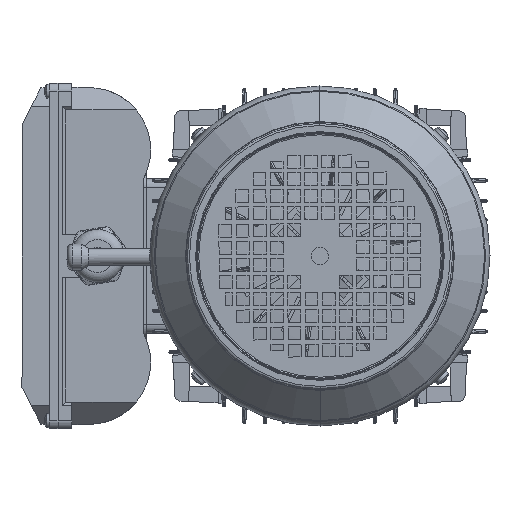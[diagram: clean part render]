
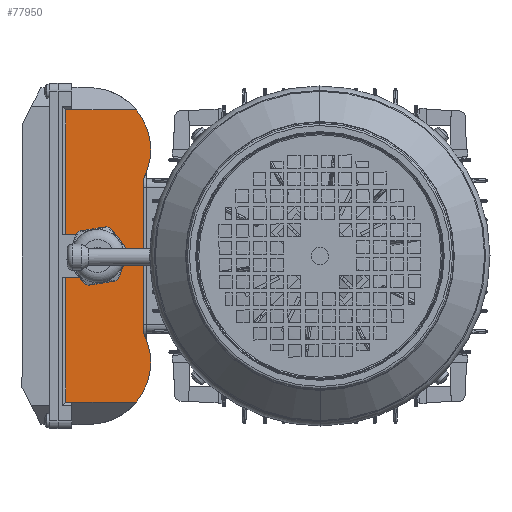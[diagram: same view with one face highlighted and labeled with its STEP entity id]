
A CAD part, left-side view. The second image highlights one B-rep face of the part: STEP entity #77950.
In plain terms, the highlighted face is planar.
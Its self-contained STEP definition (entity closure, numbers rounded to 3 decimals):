
#978 = LINE ( 'NONE', #134218, #4546 ) ;
#1412 = ORIENTED_EDGE ( 'NONE', *, *, #65870, .F. ) ;
#1649 = VECTOR ( 'NONE', #116577, 1000. ) ;
#2075 = DIRECTION ( 'NONE',  ( 0., 0., 1. ) ) ;
#2169 = CARTESIAN_POINT ( 'NONE',  ( -12.5, 1.75, -68. ) ) ;
#2206 = DIRECTION ( 'NONE',  ( 0., -1., 0. ) ) ;
#2372 = VECTOR ( 'NONE', #142919, 1000. ) ;
#2531 = VERTEX_POINT ( 'NONE', #113255 ) ;
#4358 = DIRECTION ( 'NONE',  ( 0., 0., -1. ) ) ;
#4546 = VECTOR ( 'NONE', #119048, 1000. ) ;
#9468 = VECTOR ( 'NONE', #135428, 1000. ) ;
#9727 = CARTESIAN_POINT ( 'NONE',  ( 12.5, 1.75, -68. ) ) ;
#10097 = CARTESIAN_POINT ( 'NONE',  ( -85.065, -29.25, -68. ) ) ;
#10406 = CARTESIAN_POINT ( 'NONE',  ( -12.5, 1.75, -68. ) ) ;
#10520 = ORIENTED_EDGE ( 'NONE', *, *, #33619, .T. ) ;
#10729 = CARTESIAN_POINT ( 'NONE',  ( 85.065, 20.25, -68. ) ) ;
#11492 = ORIENTED_EDGE ( 'NONE', *, *, #37162, .F. ) ;
#12612 = VERTEX_POINT ( 'NONE', #40382 ) ;
#13538 = DIRECTION ( 'NONE',  ( 0., 0., 1. ) ) ;
#14298 = DIRECTION ( 'NONE',  ( 1., 0., 0. ) ) ;
#14323 = ORIENTED_EDGE ( 'NONE', *, *, #90340, .F. ) ;
#15070 = EDGE_CURVE ( 'NONE', #12612, #42848, #25294, .T. ) ;
#15660 = EDGE_LOOP ( 'NONE', ( #107311, #77053, #104596, #14323, #10520, #67773, #93451, #1412, #64559, #11492, #121701, #87068 ) ) ;
#17288 = CARTESIAN_POINT ( 'NONE',  ( -119.5, -29.25, -68. ) ) ;
#17375 = LINE ( 'NONE', #2169, #9468 ) ;
#17410 = CARTESIAN_POINT ( 'NONE',  ( 85.065, -29.25, -68. ) ) ;
#18004 = VERTEX_POINT ( 'NONE', #126037 ) ;
#20644 = VECTOR ( 'NONE', #2206, 1000. ) ;
#24045 = EDGE_CURVE ( 'NONE', #31426, #47981, #141973, .T. ) ;
#24928 = LINE ( 'NONE', #9727, #2372 ) ;
#25294 = LINE ( 'NONE', #10097, #96664 ) ;
#27172 = EDGE_CURVE ( 'NONE', #42848, #51779, #978, .T. ) ;
#28768 = CARTESIAN_POINT ( 'NONE',  ( -62., 6.75, -68. ) ) ;
#29525 = CARTESIAN_POINT ( 'NONE',  ( -44.572, -24.75, -68. ) ) ;
#31426 = VERTEX_POINT ( 'NONE', #32507 ) ;
#32507 = CARTESIAN_POINT ( 'NONE',  ( 85.065, -20.891, -68. ) ) ;
#32527 = PLANE ( 'NONE',  #82266 ) ;
#32656 = LINE ( 'NONE', #17410, #20644 ) ;
#33619 = EDGE_CURVE ( 'NONE', #18004, #81435, #146940, .T. ) ;
#37162 = EDGE_CURVE ( 'NONE', #2531, #94713, #99011, .T. ) ;
#40382 = CARTESIAN_POINT ( 'NONE',  ( -85.065, 16.75, -68. ) ) ;
#40412 = EDGE_CURVE ( 'NONE', #133894, #128840, #44245, .T. ) ;
#41346 = DIRECTION ( 'NONE',  ( 1., 0., 0. ) ) ;
#41920 = CARTESIAN_POINT ( 'NONE',  ( 85.065, 16.75, -68. ) ) ;
#42848 = VERTEX_POINT ( 'NONE', #57920 ) ;
#44245 = CIRCLE ( 'NONE', #90380, 12.5 ) ;
#47981 = VERTEX_POINT ( 'NONE', #41920 ) ;
#49965 = CARTESIAN_POINT ( 'NONE',  ( 0., 1.75, -68. ) ) ;
#51779 = VERTEX_POINT ( 'NONE', #67074 ) ;
#54634 = VERTEX_POINT ( 'NONE', #75134 ) ;
#56548 = DIRECTION ( 'NONE',  ( 0., 0., 1. ) ) ;
#57920 = CARTESIAN_POINT ( 'NONE',  ( -85.065, 20.25, -68. ) ) ;
#61176 = CARTESIAN_POINT ( 'NONE',  ( -44.572, -24.75, -68. ) ) ;
#63469 = AXIS2_PLACEMENT_3D ( 'NONE', #28768, #13538, #146789 ) ;
#64559 = ORIENTED_EDGE ( 'NONE', *, *, #86083, .F. ) ;
#65870 = EDGE_CURVE ( 'NONE', #54634, #31426, #74316, .T. ) ;
#67074 = CARTESIAN_POINT ( 'NONE',  ( -12.5, 20.25, -68. ) ) ;
#67773 = ORIENTED_EDGE ( 'NONE', *, *, #83282, .T. ) ;
#68007 = VECTOR ( 'NONE', #111646, 1000. ) ;
#71749 = CARTESIAN_POINT ( 'NONE',  ( 62., 6.75, -68. ) ) ;
#74316 = CIRCLE ( 'NONE', #130030, 36. ) ;
#74571 = FACE_OUTER_BOUND ( 'NONE', #15660, .T. ) ;
#75134 = CARTESIAN_POINT ( 'NONE',  ( 44.572, -24.75, -68. ) ) ;
#75175 = LINE ( 'NONE', #29525, #138707 ) ;
#77053 = ORIENTED_EDGE ( 'NONE', *, *, #137317, .F. ) ;
#77950 = ADVANCED_FACE ( 'NONE', ( #74571 ), #32527, .F. ) ;
#81435 = VERTEX_POINT ( 'NONE', #10729 ) ;
#82266 = AXIS2_PLACEMENT_3D ( 'NONE', #17288, #2075, #135336 ) ;
#83282 = EDGE_CURVE ( 'NONE', #81435, #47981, #32656, .T. ) ;
#83705 = EDGE_CURVE ( 'NONE', #2531, #12612, #134628, .T. ) ;
#86083 = EDGE_CURVE ( 'NONE', #94713, #54634, #75175, .T. ) ;
#87068 = ORIENTED_EDGE ( 'NONE', *, *, #15070, .T. ) ;
#90340 = EDGE_CURVE ( 'NONE', #18004, #133894, #24928, .T. ) ;
#90380 = AXIS2_PLACEMENT_3D ( 'NONE', #49965, #4358, #137590 ) ;
#93451 = ORIENTED_EDGE ( 'NONE', *, *, #24045, .F. ) ;
#94713 = VERTEX_POINT ( 'NONE', #61176 ) ;
#96664 = VECTOR ( 'NONE', #143285, 1000. ) ;
#99011 = CIRCLE ( 'NONE', #63469, 36. ) ;
#104170 = CARTESIAN_POINT ( 'NONE',  ( 12.5, 1.75, -68. ) ) ;
#104212 = DIRECTION ( 'NONE',  ( 0., 1., 0. ) ) ;
#104596 = ORIENTED_EDGE ( 'NONE', *, *, #40412, .F. ) ;
#107311 = ORIENTED_EDGE ( 'NONE', *, *, #27172, .T. ) ;
#111646 = DIRECTION ( 'NONE',  ( 0., 1., 0. ) ) ;
#113255 = CARTESIAN_POINT ( 'NONE',  ( -85.065, -20.891, -68. ) ) ;
#116577 = DIRECTION ( 'NONE',  ( 1., 0., 0. ) ) ;
#119048 = DIRECTION ( 'NONE',  ( 1., 0., 0. ) ) ;
#119484 = CARTESIAN_POINT ( 'NONE',  ( -85.065, -45.25, -68. ) ) ;
#121701 = ORIENTED_EDGE ( 'NONE', *, *, #83705, .T. ) ;
#126037 = CARTESIAN_POINT ( 'NONE',  ( 12.5, 20.25, -68. ) ) ;
#126829 = CARTESIAN_POINT ( 'NONE',  ( 85.065, -45.25, -68. ) ) ;
#128840 = VERTEX_POINT ( 'NONE', #10406 ) ;
#130030 = AXIS2_PLACEMENT_3D ( 'NONE', #71749, #56548, #41346 ) ;
#131754 = CARTESIAN_POINT ( 'NONE',  ( -119.5, 20.25, -68. ) ) ;
#133894 = VERTEX_POINT ( 'NONE', #104170 ) ;
#134218 = CARTESIAN_POINT ( 'NONE',  ( -119.5, 20.25, -68. ) ) ;
#134628 = LINE ( 'NONE', #119484, #148031 ) ;
#135336 = DIRECTION ( 'NONE',  ( 1., 0., 0. ) ) ;
#135428 = DIRECTION ( 'NONE',  ( 0., 1., 0. ) ) ;
#137317 = EDGE_CURVE ( 'NONE', #128840, #51779, #17375, .T. ) ;
#137590 = DIRECTION ( 'NONE',  ( 1., 0., 0. ) ) ;
#138707 = VECTOR ( 'NONE', #14298, 1000. ) ;
#141973 = LINE ( 'NONE', #126829, #68007 ) ;
#142919 = DIRECTION ( 'NONE',  ( 0., -1., 0. ) ) ;
#143285 = DIRECTION ( 'NONE',  ( 0., 1., 0. ) ) ;
#146789 = DIRECTION ( 'NONE',  ( 1., 0., 0. ) ) ;
#146940 = LINE ( 'NONE', #131754, #1649 ) ;
#148031 = VECTOR ( 'NONE', #104212, 1000. ) ;
